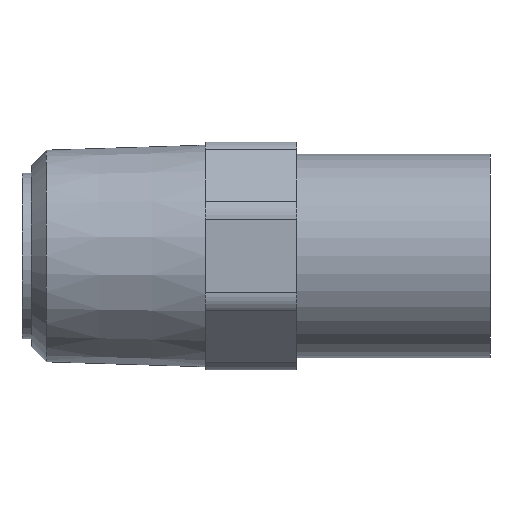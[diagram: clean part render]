
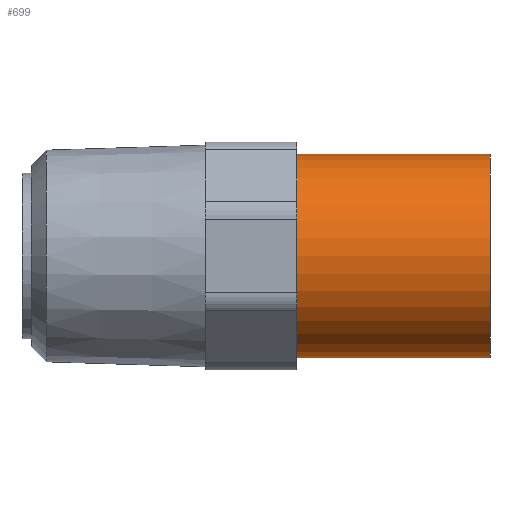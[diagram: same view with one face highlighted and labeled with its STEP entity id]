
A CAD part, front view. The second image highlights one B-rep face of the part: STEP entity #699.
In plain terms, the highlighted cylindrical face has radius 10 mm (diameter 20 mm), a full revolution.
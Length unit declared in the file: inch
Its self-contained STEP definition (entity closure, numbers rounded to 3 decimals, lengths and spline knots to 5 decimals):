
#26 = EDGE_LOOP ( 'NONE', ( #389 ) ) ;
#83 = CARTESIAN_POINT ( 'NONE',  ( 0., 0., 0. ) ) ;
#113 = DIRECTION ( 'NONE',  ( 1., 0., 0. ) ) ;
#114 = DIRECTION ( 'NONE',  ( 0., 0., -1. ) ) ;
#137 = AXIS2_PLACEMENT_3D ( 'NONE', #470, #466, #461 ) ;
#152 = AXIS2_PLACEMENT_3D ( 'NONE', #637, #641, #768 ) ;
#315 = AXIS2_PLACEMENT_3D ( 'NONE', #83, #113, #114 ) ;
#317 = VERTEX_POINT ( 'NONE', #788 ) ;
#328 = VERTEX_POINT ( 'NONE', #671 ) ;
#389 = ORIENTED_EDGE ( 'NONE', *, *, #591, .F. ) ;
#461 = DIRECTION ( 'NONE',  ( 0., 0., -1. ) ) ;
#466 = DIRECTION ( 'NONE',  ( 1., 0., 0. ) ) ;
#467 = CIRCLE ( 'NONE', #137, 0.3937 ) ;
#470 = CARTESIAN_POINT ( 'NONE',  ( -0.74803, 0., 0. ) ) ;
#481 = CIRCLE ( 'NONE', #315, 0.3937 ) ;
#555 = CYLINDRICAL_SURFACE ( 'NONE', #152, 0.3937 ) ;
#591 = EDGE_CURVE ( 'NONE', #317, #317, #481, .T. ) ;
#632 = ORIENTED_EDGE ( 'NONE', *, *, #724, .T. ) ;
#637 = CARTESIAN_POINT ( 'NONE',  ( -0.37402, 0., 0. ) ) ;
#641 = DIRECTION ( 'NONE',  ( 1., 0., 0. ) ) ;
#671 = CARTESIAN_POINT ( 'NONE',  ( -0.74803, 0., -0.3937 ) ) ;
#699 = ADVANCED_FACE ( 'NONE', ( #791, #815 ), #555, .T. ) ;
#724 = EDGE_CURVE ( 'NONE', #328, #328, #467, .T. ) ;
#768 = DIRECTION ( 'NONE',  ( 0., 0., -1. ) ) ;
#772 = EDGE_LOOP ( 'NONE', ( #632 ) ) ;
#788 = CARTESIAN_POINT ( 'NONE',  ( 0., 0., -0.3937 ) ) ;
#791 = FACE_OUTER_BOUND ( 'NONE', #772, .T. ) ;
#815 = FACE_OUTER_BOUND ( 'NONE', #26, .T. ) ;
